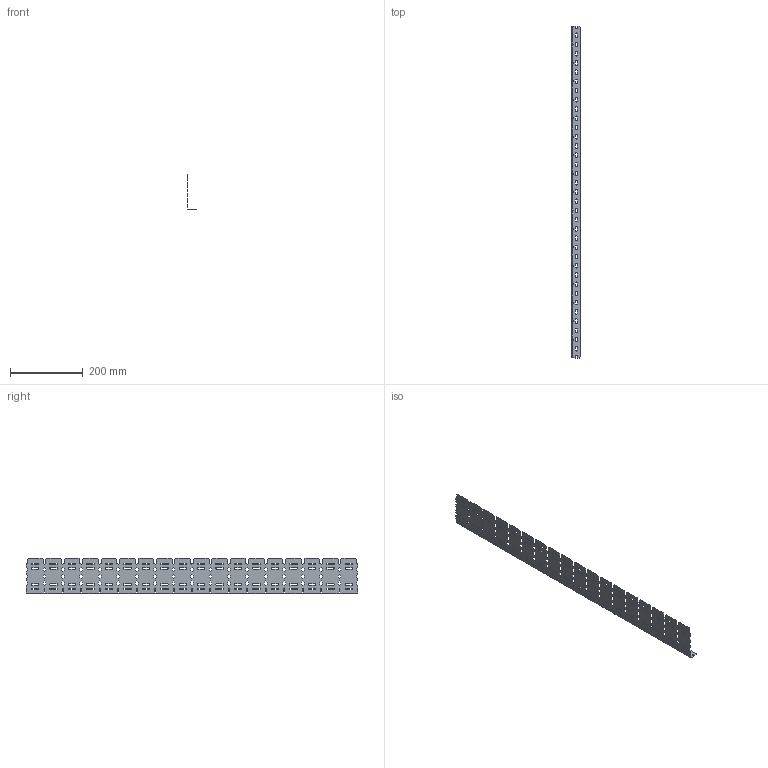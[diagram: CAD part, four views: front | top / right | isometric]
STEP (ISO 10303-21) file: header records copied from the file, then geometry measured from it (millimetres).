
FILE_DESCRIPTION (( 'STEP AP203' ), '1' );
FILE_NAME ('SD4EMI_3D_WEB.STEP', '2015-09-03T15:42:41', ( 'IT' ), ( 'Panduit Corp.' ), 'SwSTEP 2.0', 'SolidWorks 2014', '' );
FILE_SCHEMA (( 'CONFIG_CONTROL_DESIGN' ));
Length unit declared in the file: inch
Products named in the file (1): SD4EMI_3D_WEB
Bounding box: 24.38 x 914.4 x 98.17 mm (x, y, z)
Volume: 92829.4 mm3; surface area: 201385 mm2
Topology: 1 solids, 1 shells, 1371 faces, 4209 edges, 2806 vertices
Faces by surface type: plane 975, cylinder 396
Entity records: 47554 total; most frequent: ORIENTED_EDGE 8418, CARTESIAN_POINT 8387, DIRECTION 7745, EDGE_CURVE 4209, LINE 3417, VECTOR 3417, VERTEX_POINT 2806, AXIS2_PLACEMENT_3D 2164
